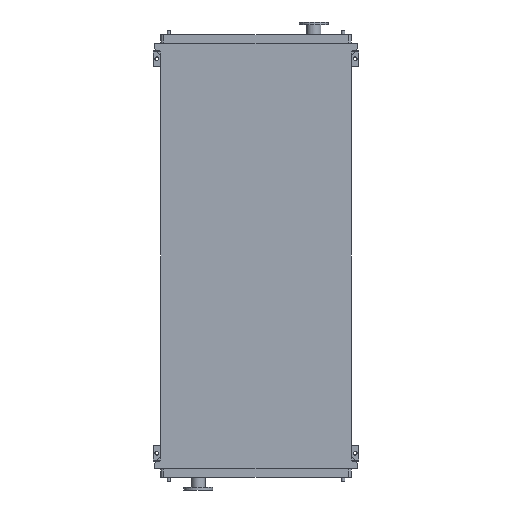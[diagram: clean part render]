
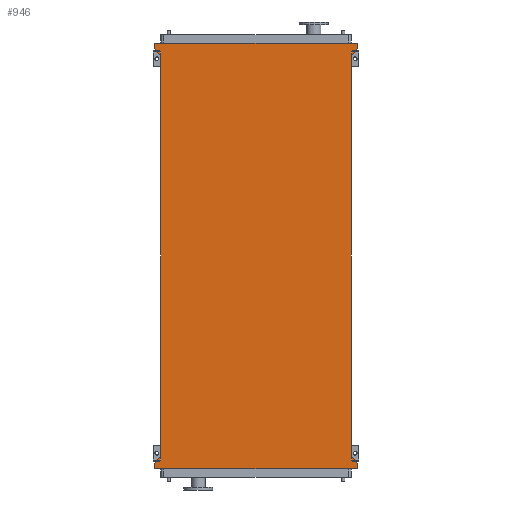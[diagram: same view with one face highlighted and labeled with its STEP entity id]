
A CAD part, front view. The second image highlights one B-rep face of the part: STEP entity #946.
In plain terms, the highlighted planar face has unit normal (0, -1, 0).
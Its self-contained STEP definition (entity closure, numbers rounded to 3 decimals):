
#25 = CARTESIAN_POINT ( 'NONE',  ( -771., 0., 53. ) ) ;
#281 = VECTOR ( 'NONE', #1465, 1000. ) ;
#373 = CARTESIAN_POINT ( 'NONE',  ( -771., 0., 95. ) ) ;
#415 = LINE ( 'NONE', #25, #15773 ) ;
#670 = CARTESIAN_POINT ( 'NONE',  ( -771., 0., -3145. ) ) ;
#779 = VERTEX_POINT ( 'NONE', #670 ) ;
#888 = CARTESIAN_POINT ( 'NONE',  ( 771., 0., -3145. ) ) ;
#946 = ADVANCED_FACE ( 'NONE', ( #2389 ), #2588, .T. ) ;
#1401 = VECTOR ( 'NONE', #13866, 1000. ) ;
#1465 = DIRECTION ( 'NONE',  ( 0., 0., 1. ) ) ;
#1483 = DIRECTION ( 'NONE',  ( 0., 0., 1. ) ) ;
#1838 = EDGE_CURVE ( 'NONE', #17280, #6728, #16096, .T. ) ;
#2284 = VECTOR ( 'NONE', #9722, 1000. ) ;
#2312 = DIRECTION ( 'NONE',  ( -0.655, 0., -0.755 ) ) ;
#2389 = FACE_OUTER_BOUND ( 'NONE', #8919, .T. ) ;
#2588 = PLANE ( 'NONE',  #8052 ) ;
#2684 = LINE ( 'NONE', #3779, #10613 ) ;
#2989 = CARTESIAN_POINT ( 'NONE',  ( -771., 0., 53. ) ) ;
#3671 = ORIENTED_EDGE ( 'NONE', *, *, #1838, .T. ) ;
#3758 = CARTESIAN_POINT ( 'NONE',  ( 771., 0., -3145. ) ) ;
#3779 = CARTESIAN_POINT ( 'NONE',  ( 771., 0., 95. ) ) ;
#3796 = CARTESIAN_POINT ( 'NONE',  ( 771., 0., 53. ) ) ;
#4050 = VERTEX_POINT ( 'NONE', #4356 ) ;
#4356 = CARTESIAN_POINT ( 'NONE',  ( -771., 0., -3103. ) ) ;
#4394 = LINE ( 'NONE', #11876, #12311 ) ;
#4496 = ORIENTED_EDGE ( 'NONE', *, *, #19134, .F. ) ;
#4623 = CARTESIAN_POINT ( 'NONE',  ( -725., 0., -3050. ) ) ;
#4766 = VECTOR ( 'NONE', #17407, 1000. ) ;
#5054 = ORIENTED_EDGE ( 'NONE', *, *, #5677, .F. ) ;
#5097 = LINE ( 'NONE', #6160, #9064 ) ;
#5349 = VERTEX_POINT ( 'NONE', #18630 ) ;
#5373 = CARTESIAN_POINT ( 'NONE',  ( -725., 0., -3050. ) ) ;
#5677 = EDGE_CURVE ( 'NONE', #17867, #13056, #415, .T. ) ;
#6160 = CARTESIAN_POINT ( 'NONE',  ( -771., 0., 95. ) ) ;
#6728 = VERTEX_POINT ( 'NONE', #17346 ) ;
#6762 = ORIENTED_EDGE ( 'NONE', *, *, #11677, .F. ) ;
#6765 = CARTESIAN_POINT ( 'NONE',  ( 725., 0., -3050. ) ) ;
#6983 = CARTESIAN_POINT ( 'NONE',  ( -771., 0., -3103. ) ) ;
#7078 = DIRECTION ( 'NONE',  ( 0., -1., 0. ) ) ;
#7569 = EDGE_CURVE ( 'NONE', #11582, #6728, #8017, .T. ) ;
#7628 = CARTESIAN_POINT ( 'NONE',  ( 725., 0., -3050. ) ) ;
#7679 = EDGE_CURVE ( 'NONE', #5349, #17867, #14139, .T. ) ;
#7691 = VERTEX_POINT ( 'NONE', #12972 ) ;
#7724 = LINE ( 'NONE', #6983, #11213 ) ;
#8017 = LINE ( 'NONE', #11229, #15934 ) ;
#8052 = AXIS2_PLACEMENT_3D ( 'NONE', #5373, #7078, #17464 ) ;
#8521 = CARTESIAN_POINT ( 'NONE',  ( 771., 0., -3103. ) ) ;
#8736 = LINE ( 'NONE', #8521, #4766 ) ;
#8884 = ORIENTED_EDGE ( 'NONE', *, *, #13777, .F. ) ;
#8919 = EDGE_LOOP ( 'NONE', ( #3671, #15694, #14035, #9790, #5054, #16418, #15465, #6762, #11152, #9700, #4496, #8884 ) ) ;
#9064 = VECTOR ( 'NONE', #16566, 1000. ) ;
#9375 = CARTESIAN_POINT ( 'NONE',  ( -725., 0., -3050. ) ) ;
#9700 = ORIENTED_EDGE ( 'NONE', *, *, #16138, .F. ) ;
#9722 = DIRECTION ( 'NONE',  ( -1., 0., 0. ) ) ;
#9790 = ORIENTED_EDGE ( 'NONE', *, *, #15417, .F. ) ;
#9989 = CARTESIAN_POINT ( 'NONE',  ( -725., 0., 0. ) ) ;
#10209 = LINE ( 'NONE', #888, #2284 ) ;
#10613 = VECTOR ( 'NONE', #12692, 1000. ) ;
#11152 = ORIENTED_EDGE ( 'NONE', *, *, #15779, .F. ) ;
#11213 = VECTOR ( 'NONE', #17352, 1000. ) ;
#11229 = CARTESIAN_POINT ( 'NONE',  ( 771., 0., 53. ) ) ;
#11582 = VERTEX_POINT ( 'NONE', #3796 ) ;
#11677 = EDGE_CURVE ( 'NONE', #4050, #18770, #7724, .T. ) ;
#11866 = CARTESIAN_POINT ( 'NONE',  ( 725., 0., -3050. ) ) ;
#11876 = CARTESIAN_POINT ( 'NONE',  ( -771., 0., -3145. ) ) ;
#11996 = DIRECTION ( 'NONE',  ( 0., 0., 1. ) ) ;
#12311 = VECTOR ( 'NONE', #1483, 1000. ) ;
#12687 = DIRECTION ( 'NONE',  ( 0.655, 0., -0.755 ) ) ;
#12692 = DIRECTION ( 'NONE',  ( 0., 0., -1. ) ) ;
#12695 = VERTEX_POINT ( 'NONE', #18713 ) ;
#12907 = DIRECTION ( 'NONE',  ( -0.655, 0., 0.755 ) ) ;
#12972 = CARTESIAN_POINT ( 'NONE',  ( 771., 0., 95. ) ) ;
#13056 = VERTEX_POINT ( 'NONE', #373 ) ;
#13687 = EDGE_CURVE ( 'NONE', #18770, #5349, #16742, .T. ) ;
#13777 = EDGE_CURVE ( 'NONE', #17280, #12695, #15830, .T. ) ;
#13866 = DIRECTION ( 'NONE',  ( 0., 0., 1. ) ) ;
#14035 = ORIENTED_EDGE ( 'NONE', *, *, #19012, .F. ) ;
#14139 = LINE ( 'NONE', #9989, #18081 ) ;
#15373 = VECTOR ( 'NONE', #12687, 1000. ) ;
#15417 = EDGE_CURVE ( 'NONE', #13056, #7691, #5097, .T. ) ;
#15465 = ORIENTED_EDGE ( 'NONE', *, *, #13687, .F. ) ;
#15694 = ORIENTED_EDGE ( 'NONE', *, *, #7569, .F. ) ;
#15773 = VECTOR ( 'NONE', #11996, 1000. ) ;
#15779 = EDGE_CURVE ( 'NONE', #779, #4050, #4394, .T. ) ;
#15830 = LINE ( 'NONE', #6765, #15373 ) ;
#15934 = VECTOR ( 'NONE', #2312, 1000. ) ;
#16096 = LINE ( 'NONE', #11866, #281 ) ;
#16138 = EDGE_CURVE ( 'NONE', #18227, #779, #10209, .T. ) ;
#16418 = ORIENTED_EDGE ( 'NONE', *, *, #7679, .F. ) ;
#16566 = DIRECTION ( 'NONE',  ( 1., 0., 0. ) ) ;
#16742 = LINE ( 'NONE', #9375, #1401 ) ;
#17280 = VERTEX_POINT ( 'NONE', #7628 ) ;
#17346 = CARTESIAN_POINT ( 'NONE',  ( 725., 0., 0. ) ) ;
#17352 = DIRECTION ( 'NONE',  ( 0.655, 0., 0.755 ) ) ;
#17407 = DIRECTION ( 'NONE',  ( 0., 0., -1. ) ) ;
#17464 = DIRECTION ( 'NONE',  ( 0., 0., -1. ) ) ;
#17867 = VERTEX_POINT ( 'NONE', #2989 ) ;
#18081 = VECTOR ( 'NONE', #12907, 1000. ) ;
#18227 = VERTEX_POINT ( 'NONE', #3758 ) ;
#18630 = CARTESIAN_POINT ( 'NONE',  ( -725., 0., 0. ) ) ;
#18713 = CARTESIAN_POINT ( 'NONE',  ( 771., 0., -3103. ) ) ;
#18770 = VERTEX_POINT ( 'NONE', #4623 ) ;
#19012 = EDGE_CURVE ( 'NONE', #7691, #11582, #2684, .T. ) ;
#19134 = EDGE_CURVE ( 'NONE', #12695, #18227, #8736, .T. ) ;
